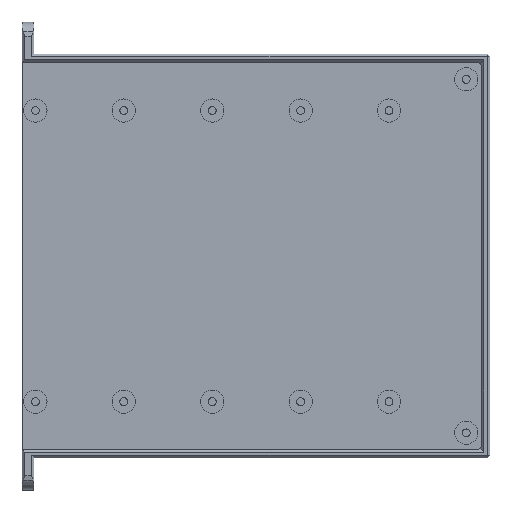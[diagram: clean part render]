
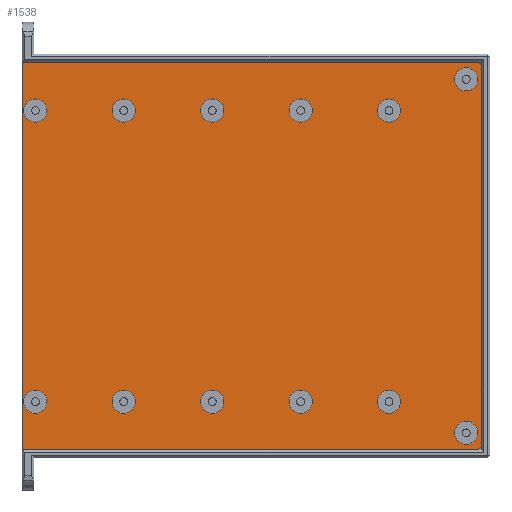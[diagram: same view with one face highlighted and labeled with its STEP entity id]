
A CAD part, top view. The second image highlights one B-rep face of the part: STEP entity #1538.
In plain terms, the highlighted planar face has unit normal (0, 0, 1).
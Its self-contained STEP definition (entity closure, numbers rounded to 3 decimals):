
#15=FACE_BOUND('',#225,.T.);
#16=FACE_BOUND('',#226,.T.);
#17=FACE_BOUND('',#227,.T.);
#18=FACE_BOUND('',#228,.T.);
#19=FACE_BOUND('',#229,.T.);
#20=FACE_BOUND('',#230,.T.);
#21=FACE_BOUND('',#231,.T.);
#22=FACE_BOUND('',#232,.T.);
#23=FACE_BOUND('',#233,.T.);
#24=FACE_BOUND('',#234,.T.);
#25=FACE_BOUND('',#235,.T.);
#26=FACE_BOUND('',#236,.T.);
#45=PLANE('',#1659);
#120=FACE_OUTER_BOUND('',#224,.T.);
#224=EDGE_LOOP('',(#1080,#1081,#1082,#1083,#1084,#1085));
#225=EDGE_LOOP('',(#1086));
#226=EDGE_LOOP('',(#1087));
#227=EDGE_LOOP('',(#1088));
#228=EDGE_LOOP('',(#1089));
#229=EDGE_LOOP('',(#1090));
#230=EDGE_LOOP('',(#1091));
#231=EDGE_LOOP('',(#1092));
#232=EDGE_LOOP('',(#1093));
#233=EDGE_LOOP('',(#1094));
#234=EDGE_LOOP('',(#1095));
#235=EDGE_LOOP('',(#1096));
#236=EDGE_LOOP('',(#1097));
#357=CIRCLE('',#1657,2.);
#358=CIRCLE('',#1660,2.);
#359=CIRCLE('',#1661,5.);
#360=CIRCLE('',#1662,5.);
#361=CIRCLE('',#1663,5.);
#362=CIRCLE('',#1664,5.);
#363=CIRCLE('',#1665,5.);
#364=CIRCLE('',#1666,5.);
#365=CIRCLE('',#1667,5.);
#366=CIRCLE('',#1668,5.);
#367=CIRCLE('',#1669,5.);
#368=CIRCLE('',#1670,5.);
#369=CIRCLE('',#1671,5.);
#370=CIRCLE('',#1672,5.);
#417=LINE('',#2339,#563);
#418=LINE('',#2341,#564);
#419=LINE('',#2343,#565);
#420=LINE('',#2346,#566);
#563=VECTOR('',#1843,10.);
#564=VECTOR('',#1844,10.);
#565=VECTOR('',#1845,10.);
#566=VECTOR('',#1848,10.);
#721=VERTEX_POINT('',#2330);
#722=VERTEX_POINT('',#2332);
#724=VERTEX_POINT('',#2338);
#725=VERTEX_POINT('',#2340);
#726=VERTEX_POINT('',#2342);
#727=VERTEX_POINT('',#2344);
#728=VERTEX_POINT('',#2347);
#729=VERTEX_POINT('',#2349);
#730=VERTEX_POINT('',#2351);
#731=VERTEX_POINT('',#2353);
#732=VERTEX_POINT('',#2355);
#733=VERTEX_POINT('',#2357);
#734=VERTEX_POINT('',#2359);
#735=VERTEX_POINT('',#2361);
#736=VERTEX_POINT('',#2363);
#737=VERTEX_POINT('',#2365);
#738=VERTEX_POINT('',#2367);
#739=VERTEX_POINT('',#2369);
#861=EDGE_CURVE('',#722,#721,#357,.T.);
#864=EDGE_CURVE('',#724,#721,#417,.T.);
#865=EDGE_CURVE('',#724,#725,#418,.T.);
#866=EDGE_CURVE('',#726,#725,#419,.T.);
#867=EDGE_CURVE('',#726,#727,#358,.T.);
#868=EDGE_CURVE('',#722,#727,#420,.T.);
#869=EDGE_CURVE('',#728,#728,#359,.T.);
#870=EDGE_CURVE('',#729,#729,#360,.T.);
#871=EDGE_CURVE('',#730,#730,#361,.T.);
#872=EDGE_CURVE('',#731,#731,#362,.T.);
#873=EDGE_CURVE('',#732,#732,#363,.T.);
#874=EDGE_CURVE('',#733,#733,#364,.T.);
#875=EDGE_CURVE('',#734,#734,#365,.T.);
#876=EDGE_CURVE('',#735,#735,#366,.T.);
#877=EDGE_CURVE('',#736,#736,#367,.T.);
#878=EDGE_CURVE('',#737,#737,#368,.T.);
#879=EDGE_CURVE('',#738,#738,#369,.T.);
#880=EDGE_CURVE('',#739,#739,#370,.T.);
#1080=ORIENTED_EDGE('',*,*,#861,.T.);
#1081=ORIENTED_EDGE('',*,*,#864,.F.);
#1082=ORIENTED_EDGE('',*,*,#865,.T.);
#1083=ORIENTED_EDGE('',*,*,#866,.F.);
#1084=ORIENTED_EDGE('',*,*,#867,.T.);
#1085=ORIENTED_EDGE('',*,*,#868,.F.);
#1086=ORIENTED_EDGE('',*,*,#869,.T.);
#1087=ORIENTED_EDGE('',*,*,#870,.T.);
#1088=ORIENTED_EDGE('',*,*,#871,.T.);
#1089=ORIENTED_EDGE('',*,*,#872,.T.);
#1090=ORIENTED_EDGE('',*,*,#873,.T.);
#1091=ORIENTED_EDGE('',*,*,#874,.T.);
#1092=ORIENTED_EDGE('',*,*,#875,.T.);
#1093=ORIENTED_EDGE('',*,*,#876,.T.);
#1094=ORIENTED_EDGE('',*,*,#877,.T.);
#1095=ORIENTED_EDGE('',*,*,#878,.T.);
#1096=ORIENTED_EDGE('',*,*,#879,.T.);
#1097=ORIENTED_EDGE('',*,*,#880,.T.);
#1538=ADVANCED_FACE('',(#120,#15,#16,#17,#18,#19,#20,#21,#22,#23,#24,#25,
#26),#45,.F.);
#1657=AXIS2_PLACEMENT_3D('',#2333,#1836,#1837);
#1659=AXIS2_PLACEMENT_3D('',#2337,#1841,#1842);
#1660=AXIS2_PLACEMENT_3D('',#2345,#1846,#1847);
#1661=AXIS2_PLACEMENT_3D('',#2348,#1849,#1850);
#1662=AXIS2_PLACEMENT_3D('',#2350,#1851,#1852);
#1663=AXIS2_PLACEMENT_3D('',#2352,#1853,#1854);
#1664=AXIS2_PLACEMENT_3D('',#2354,#1855,#1856);
#1665=AXIS2_PLACEMENT_3D('',#2356,#1857,#1858);
#1666=AXIS2_PLACEMENT_3D('',#2358,#1859,#1860);
#1667=AXIS2_PLACEMENT_3D('',#2360,#1861,#1862);
#1668=AXIS2_PLACEMENT_3D('',#2362,#1863,#1864);
#1669=AXIS2_PLACEMENT_3D('',#2364,#1865,#1866);
#1670=AXIS2_PLACEMENT_3D('',#2366,#1867,#1868);
#1671=AXIS2_PLACEMENT_3D('',#2368,#1869,#1870);
#1672=AXIS2_PLACEMENT_3D('',#2370,#1871,#1872);
#1836=DIRECTION('center_axis',(0.,0.,1.));
#1837=DIRECTION('ref_axis',(0.707,0.707,0.));
#1841=DIRECTION('center_axis',(0.,0.,-1.));
#1842=DIRECTION('ref_axis',(1.,0.,0.));
#1843=DIRECTION('',(1.,0.,0.));
#1844=DIRECTION('',(0.,-1.,0.));
#1845=DIRECTION('',(-1.,0.,0.));
#1846=DIRECTION('center_axis',(0.,0.,1.));
#1847=DIRECTION('ref_axis',(0.707,-0.707,0.));
#1848=DIRECTION('',(0.,-1.,0.));
#1849=DIRECTION('center_axis',(0.,0.,-1.));
#1850=DIRECTION('ref_axis',(-1.,0.,0.));
#1851=DIRECTION('center_axis',(0.,0.,-1.));
#1852=DIRECTION('ref_axis',(-1.,0.,0.));
#1853=DIRECTION('center_axis',(0.,0.,-1.));
#1854=DIRECTION('ref_axis',(-1.,0.,0.));
#1855=DIRECTION('center_axis',(0.,0.,-1.));
#1856=DIRECTION('ref_axis',(-1.,0.,0.));
#1857=DIRECTION('center_axis',(0.,0.,-1.));
#1858=DIRECTION('ref_axis',(-1.,0.,0.));
#1859=DIRECTION('center_axis',(0.,0.,-1.));
#1860=DIRECTION('ref_axis',(-1.,0.,0.));
#1861=DIRECTION('center_axis',(0.,0.,-1.));
#1862=DIRECTION('ref_axis',(-1.,0.,0.));
#1863=DIRECTION('center_axis',(0.,0.,-1.));
#1864=DIRECTION('ref_axis',(-1.,0.,0.));
#1865=DIRECTION('center_axis',(0.,0.,-1.));
#1866=DIRECTION('ref_axis',(-1.,0.,0.));
#1867=DIRECTION('center_axis',(0.,0.,-1.));
#1868=DIRECTION('ref_axis',(-1.,0.,0.));
#1869=DIRECTION('center_axis',(0.,0.,-1.));
#1870=DIRECTION('ref_axis',(-1.,0.,0.));
#1871=DIRECTION('center_axis',(0.,0.,-1.));
#1872=DIRECTION('ref_axis',(-1.,0.,0.));
#2330=CARTESIAN_POINT('',(391.848,167.,0.));
#2332=CARTESIAN_POINT('',(393.848,165.,0.));
#2333=CARTESIAN_POINT('Origin',(391.848,165.,0.));
#2337=CARTESIAN_POINT('Origin',(196.348,83.5,0.));
#2338=CARTESIAN_POINT('',(195.848,167.,0.));
#2339=CARTESIAN_POINT('',(393.848,167.,0.));
#2340=CARTESIAN_POINT('',(195.848,0.,0.));
#2341=CARTESIAN_POINT('',(195.848,83.5,0.));
#2342=CARTESIAN_POINT('',(391.848,0.,0.));
#2343=CARTESIAN_POINT('',(-1.152,0.,0.));
#2344=CARTESIAN_POINT('',(393.848,2.,0.));
#2345=CARTESIAN_POINT('Origin',(391.848,2.,0.));
#2346=CARTESIAN_POINT('',(393.848,0.,0.));
#2347=CARTESIAN_POINT('',(282.724,20.712,0.));
#2348=CARTESIAN_POINT('Origin',(277.724,20.712,0.));
#2349=CARTESIAN_POINT('',(244.624,146.188,0.));
#2350=CARTESIAN_POINT('Origin',(239.624,146.188,0.));
#2351=CARTESIAN_POINT('',(282.724,146.188,0.));
#2352=CARTESIAN_POINT('Origin',(277.724,146.188,0.));
#2353=CARTESIAN_POINT('',(244.624,20.712,0.));
#2354=CARTESIAN_POINT('Origin',(239.624,20.712,0.));
#2355=CARTESIAN_POINT('',(320.824,20.712,0.));
#2356=CARTESIAN_POINT('Origin',(315.824,20.712,0.));
#2357=CARTESIAN_POINT('',(206.524,146.188,0.));
#2358=CARTESIAN_POINT('Origin',(201.524,146.188,0.));
#2359=CARTESIAN_POINT('',(320.824,146.188,0.));
#2360=CARTESIAN_POINT('Origin',(315.824,146.188,0.));
#2361=CARTESIAN_POINT('',(206.524,20.712,0.));
#2362=CARTESIAN_POINT('Origin',(201.524,20.712,0.));
#2363=CARTESIAN_POINT('',(358.924,20.712,0.));
#2364=CARTESIAN_POINT('Origin',(353.924,20.712,0.));
#2365=CARTESIAN_POINT('',(358.924,146.188,0.));
#2366=CARTESIAN_POINT('Origin',(353.924,146.188,0.));
#2367=CARTESIAN_POINT('',(392.198,7.25,0.));
#2368=CARTESIAN_POINT('Origin',(387.198,7.25,0.));
#2369=CARTESIAN_POINT('',(392.198,159.65,0.));
#2370=CARTESIAN_POINT('Origin',(387.198,159.65,0.));
